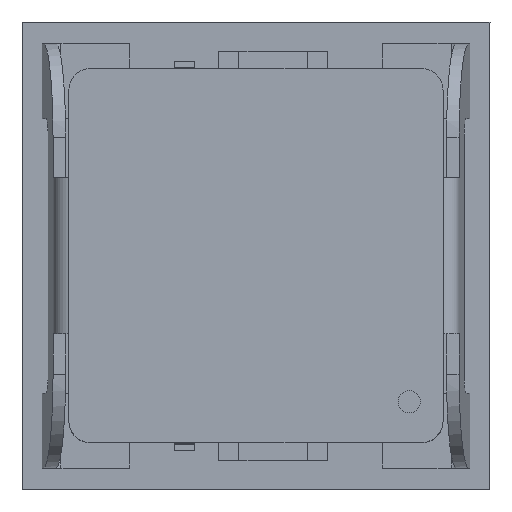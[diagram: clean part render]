
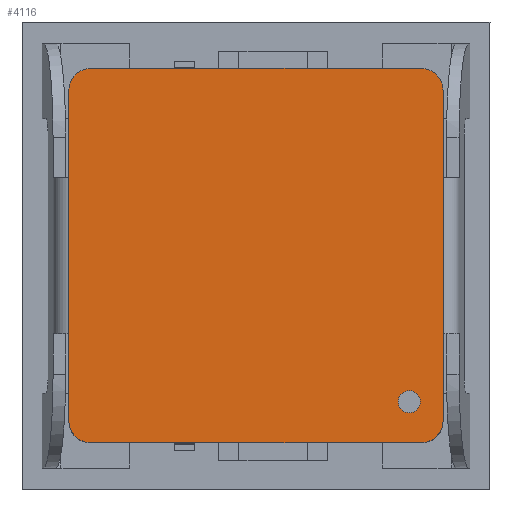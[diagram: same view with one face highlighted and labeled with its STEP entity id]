
A CAD part, top view. The second image highlights one B-rep face of the part: STEP entity #4116.
In plain terms, the highlighted planar face has unit normal (0, 0, 1).
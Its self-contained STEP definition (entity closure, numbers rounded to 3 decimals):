
#15=FACE_BOUND('',#627,.T.);
#64=CIRCLE('',#4531,0.177);
#66=CIRCLE('',#4535,0.35);
#67=CIRCLE('',#4536,0.35);
#68=CIRCLE('',#4537,0.35);
#69=CIRCLE('',#4538,0.35);
#415=FACE_OUTER_BOUND('',#626,.T.);
#626=EDGE_LOOP('',(#2939,#2940,#2941,#2942,#2943,#2944,#2945,#2946));
#627=EDGE_LOOP('',(#2947));
#921=LINE('',#6148,#1437);
#922=LINE('',#6152,#1438);
#923=LINE('',#6156,#1439);
#924=LINE('',#6160,#1440);
#1437=VECTOR('',#5009,5.3);
#1438=VECTOR('',#5012,5.3);
#1439=VECTOR('',#5015,5.3);
#1440=VECTOR('',#5018,5.3);
#1928=VERTEX_POINT('',#6139);
#1930=VERTEX_POINT('',#6146);
#1931=VERTEX_POINT('',#6147);
#1932=VERTEX_POINT('',#6149);
#1933=VERTEX_POINT('',#6151);
#1934=VERTEX_POINT('',#6153);
#1935=VERTEX_POINT('',#6155);
#1936=VERTEX_POINT('',#6157);
#1937=VERTEX_POINT('',#6159);
#2316=EDGE_CURVE('',#1928,#1928,#64,.T.);
#2319=EDGE_CURVE('',#1930,#1931,#921,.T.);
#2320=EDGE_CURVE('',#1931,#1932,#66,.T.);
#2321=EDGE_CURVE('',#1932,#1933,#922,.T.);
#2322=EDGE_CURVE('',#1933,#1934,#67,.T.);
#2323=EDGE_CURVE('',#1934,#1935,#923,.T.);
#2324=EDGE_CURVE('',#1935,#1936,#68,.T.);
#2325=EDGE_CURVE('',#1936,#1937,#924,.T.);
#2326=EDGE_CURVE('',#1937,#1930,#69,.T.);
#2939=ORIENTED_EDGE('',*,*,#2319,.T.);
#2940=ORIENTED_EDGE('',*,*,#2320,.T.);
#2941=ORIENTED_EDGE('',*,*,#2321,.T.);
#2942=ORIENTED_EDGE('',*,*,#2322,.T.);
#2943=ORIENTED_EDGE('',*,*,#2323,.T.);
#2944=ORIENTED_EDGE('',*,*,#2324,.T.);
#2945=ORIENTED_EDGE('',*,*,#2325,.T.);
#2946=ORIENTED_EDGE('',*,*,#2326,.T.);
#2947=ORIENTED_EDGE('',*,*,#2316,.T.);
#3919=PLANE('',#4534);
#4116=ADVANCED_FACE('',(#415,#15),#3919,.T.);
#4531=AXIS2_PLACEMENT_3D('',#6140,#5000,#5001);
#4534=AXIS2_PLACEMENT_3D('',#6145,#5007,#5008);
#4535=AXIS2_PLACEMENT_3D('',#6150,#5010,#5011);
#4536=AXIS2_PLACEMENT_3D('',#6154,#5013,#5014);
#4537=AXIS2_PLACEMENT_3D('',#6158,#5016,#5017);
#4538=AXIS2_PLACEMENT_3D('',#6161,#5019,#5020);
#5000=DIRECTION('center_axis',(0.,0.,-1.));
#5001=DIRECTION('ref_axis',(-1.,0.,0.));
#5007=DIRECTION('center_axis',(0.,0.,1.));
#5008=DIRECTION('ref_axis',(1.,0.,0.));
#5009=DIRECTION('',(0.,1.,0.));
#5010=DIRECTION('center_axis',(0.,0.,1.));
#5011=DIRECTION('ref_axis',(1.,0.,0.));
#5012=DIRECTION('',(-1.,0.,0.));
#5013=DIRECTION('center_axis',(0.,0.,1.));
#5014=DIRECTION('ref_axis',(0.,1.,0.));
#5015=DIRECTION('',(0.,-1.,0.));
#5016=DIRECTION('center_axis',(0.,0.,1.));
#5017=DIRECTION('ref_axis',(-1.,0.,0.));
#5018=DIRECTION('',(1.,0.,0.));
#5019=DIRECTION('center_axis',(0.,0.,1.));
#5020=DIRECTION('ref_axis',(0.,-1.,0.));
#6139=CARTESIAN_POINT('',(-2.635,2.341,0.5));
#6140=CARTESIAN_POINT('Origin',(-2.458,2.341,0.5));
#6145=CARTESIAN_POINT('Origin',(0.,0.,0.5));
#6146=CARTESIAN_POINT('',(3.,-2.65,0.5));
#6147=CARTESIAN_POINT('',(3.,2.65,0.5));
#6148=CARTESIAN_POINT('',(3.,-2.65,0.5));
#6149=CARTESIAN_POINT('',(2.65,3.,0.5));
#6150=CARTESIAN_POINT('Origin',(2.65,2.65,0.5));
#6151=CARTESIAN_POINT('',(-2.65,3.,0.5));
#6152=CARTESIAN_POINT('',(2.65,3.,0.5));
#6153=CARTESIAN_POINT('',(-3.,2.65,0.5));
#6154=CARTESIAN_POINT('Origin',(-2.65,2.65,0.5));
#6155=CARTESIAN_POINT('',(-3.,-2.65,0.5));
#6156=CARTESIAN_POINT('',(-3.,2.65,0.5));
#6157=CARTESIAN_POINT('',(-2.65,-3.,0.5));
#6158=CARTESIAN_POINT('Origin',(-2.65,-2.65,0.5));
#6159=CARTESIAN_POINT('',(2.65,-3.,0.5));
#6160=CARTESIAN_POINT('',(-2.65,-3.,0.5));
#6161=CARTESIAN_POINT('Origin',(2.65,-2.65,0.5));
